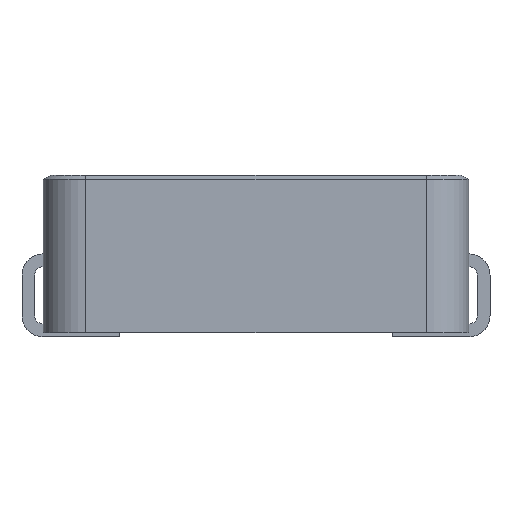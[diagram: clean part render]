
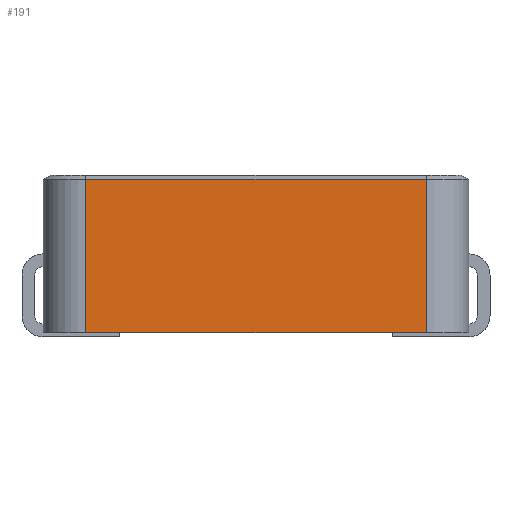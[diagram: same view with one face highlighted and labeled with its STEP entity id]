
A CAD part, front view. The second image highlights one B-rep face of the part: STEP entity #191.
In plain terms, the highlighted planar face has unit normal (0, -1, 0).
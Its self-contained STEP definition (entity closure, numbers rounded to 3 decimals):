
#191 = ADVANCED_FACE( '', ( #493 ), #494, .F. );
#493 = FACE_OUTER_BOUND( '', #918, .T. );
#494 = PLANE( '', #919 );
#918 = EDGE_LOOP( '', ( #1419, #1420, #1421, #1422 ) );
#919 = AXIS2_PLACEMENT_3D( '', #1423, #1424, #1425 );
#1419 = ORIENTED_EDGE( '', *, *, #2709, .T. );
#1420 = ORIENTED_EDGE( '', *, *, #2710, .T. );
#1421 = ORIENTED_EDGE( '', *, *, #2711, .T. );
#1422 = ORIENTED_EDGE( '', *, *, #2712, .T. );
#1423 = CARTESIAN_POINT( '', ( -5., -5., 3.7 ) );
#1424 = DIRECTION( '', ( 0., 1., 0. ) );
#1425 = DIRECTION( '', ( -1., 0., 0. ) );
#2709 = EDGE_CURVE( '', #3242, #3243, #3244, .F. );
#2710 = EDGE_CURVE( '', #3243, #3245, #3246, .T. );
#2711 = EDGE_CURVE( '', #3245, #3247, #3248, .T. );
#2712 = EDGE_CURVE( '', #3247, #3242, #3249, .T. );
#3242 = VERTEX_POINT( '', #4051 );
#3243 = VERTEX_POINT( '', #4052 );
#3244 = LINE( '', #4053, #4054 );
#3245 = VERTEX_POINT( '', #4055 );
#3246 = LINE( '', #4056, #4057 );
#3247 = VERTEX_POINT( '', #4058 );
#3248 = LINE( '', #4059, #4060 );
#3249 = LINE( '', #4061, #4062 );
#4051 = CARTESIAN_POINT( '', ( 4., -5., 0. ) );
#4052 = CARTESIAN_POINT( '', ( 4., -5., 3.6 ) );
#4053 = CARTESIAN_POINT( '', ( 4., -5., 3.7 ) );
#4054 = VECTOR( '', #5198, 1000. );
#4055 = CARTESIAN_POINT( '', ( -4., -5., 3.6 ) );
#4056 = CARTESIAN_POINT( '', ( -4., -5., 3.6 ) );
#4057 = VECTOR( '', #5199, 1000. );
#4058 = CARTESIAN_POINT( '', ( -4., -5., 0. ) );
#4059 = CARTESIAN_POINT( '', ( -4., -5., 3.7 ) );
#4060 = VECTOR( '', #5200, 1000. );
#4061 = CARTESIAN_POINT( '', ( -5., -5., 0. ) );
#4062 = VECTOR( '', #5201, 1000. );
#5198 = DIRECTION( '', ( 0., 0., -1. ) );
#5199 = DIRECTION( '', ( -1., 0., 0. ) );
#5200 = DIRECTION( '', ( 0., 0., -1. ) );
#5201 = DIRECTION( '', ( 1., 0., 0. ) );
